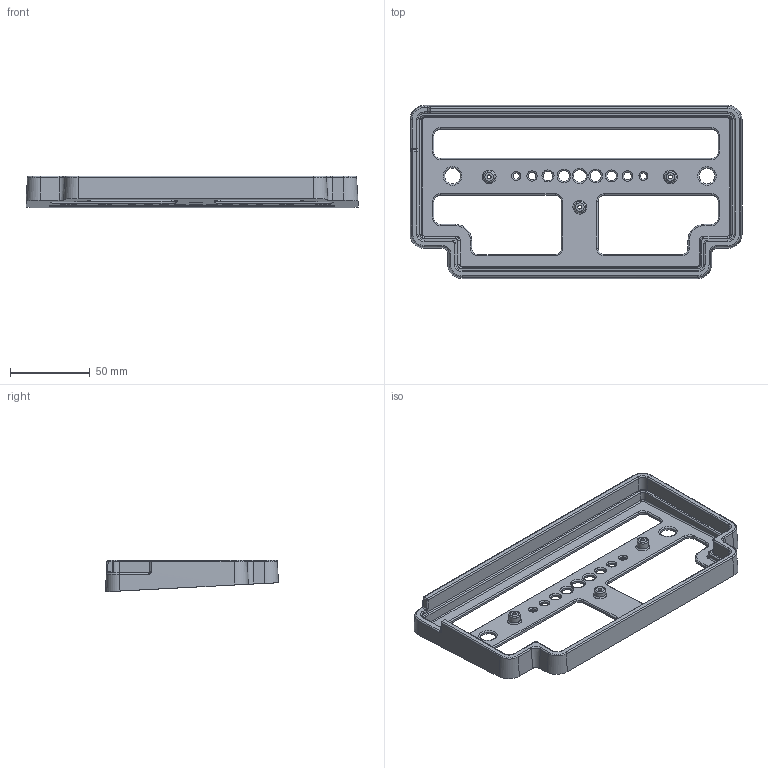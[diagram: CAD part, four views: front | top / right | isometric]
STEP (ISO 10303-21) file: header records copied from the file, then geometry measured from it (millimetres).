
FILE_DESCRIPTION(('FreeCAD Model'),'2;1');
FILE_NAME('Open CASCADE Shape Model','2024-03-02T10:51:30',(''),(''), 'Open CASCADE STEP processor 7.6','FreeCAD','Unknown');
FILE_SCHEMA(('AUTOMOTIVE_DESIGN { 1 0 10303 214 1 1 1 1 }'));
Length unit declared in the file: millimetre
Products named in the file (1): Body
Bounding box: 208.75 x 108.85 x 19.85 mm (x, y, z)
Volume: 70856.8 mm3; surface area: 45743 mm2
Topology: 1 solids, 1 shells, 243 faces, 579 edges, 338 vertices
Faces by surface type: cylinder 103, torus 48, plane 46, bspline 43, sphere 3
Full cylindrical faces by diameter (mm): 2.42 x3, 4 x2, 5 x2, 6 x2, 7 x2, 7.071 x3, 8 x1, 10 x2
Entity records: 18863 total; most frequent: CARTESIAN_POINT 7533, DIRECTION 2109, LINE 1170, VECTOR 1170, ORIENTED_EDGE 1150, PCURVE 1150, DEFINITIONAL_REPRESENTATION 1150, EDGE_CURVE 575
